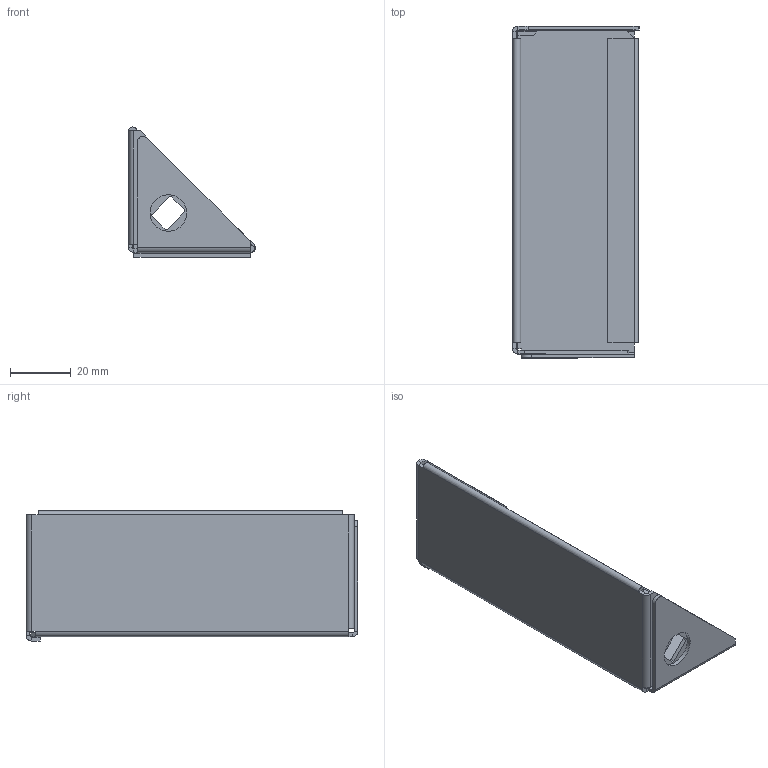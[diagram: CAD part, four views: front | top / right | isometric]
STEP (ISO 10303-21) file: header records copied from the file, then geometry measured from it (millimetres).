
FILE_DESCRIPTION (( 'STEP AP214' ), '1' );
FILE_NAME ('6049245.stp', '2024-06-17T12:19:02', ( '' ), ( '' ), 'SwSTEP 2.0', 'SolidWorks 2022', '' );
FILE_SCHEMA (( 'AUTOMOTIVE_DESIGN' ));
Length unit declared in the file: millimetre
Products named in the file (1): 6049245
Bounding box: 41.63 x 109.01 x 42.72 mm (x, y, z)
Volume: 15972.9 mm3; surface area: 26444.4 mm2
Topology: 1 solids, 1 shells, 90 faces, 209 edges, 121 vertices
Faces by surface type: plane 65, cylinder 24, bspline 1
Full cylindrical faces by diameter (mm): 12 x1, 15 x1
Entity records: 3173 total; most frequent: CARTESIAN_POINT 436, DIRECTION 432, ORIENTED_EDGE 414, EDGE_CURVE 207, VECTOR 154, LINE 154, AXIS2_PLACEMENT_3D 139, VERTEX_POINT 121
